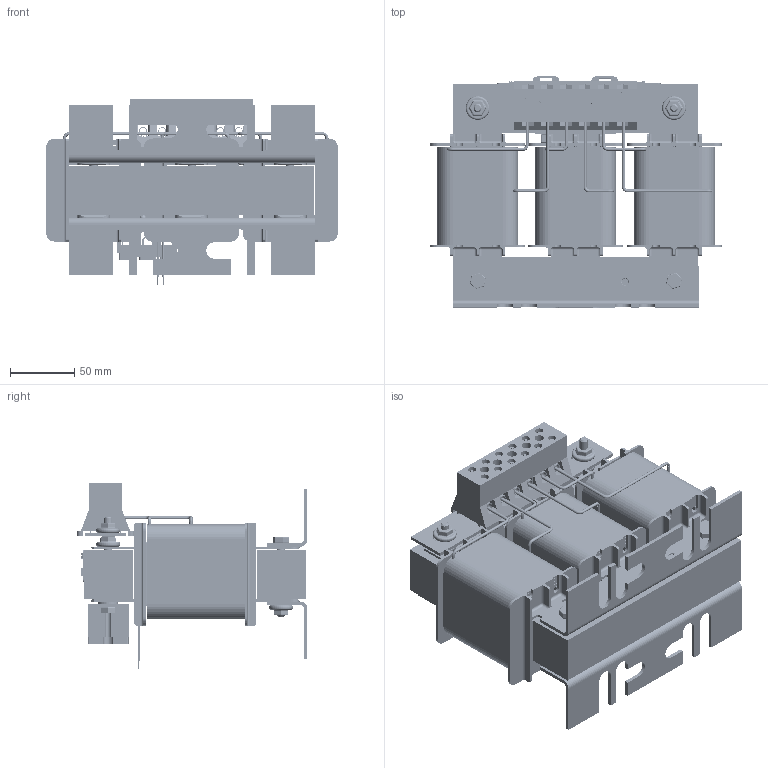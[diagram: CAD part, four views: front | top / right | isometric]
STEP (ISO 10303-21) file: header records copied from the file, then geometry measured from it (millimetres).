
FILE_DESCRIPTION(/* description */ (''),/* implementation_level */ '2;1');
FILE_NAME(/* name */ 'KLURL23ATBMG.stp',/* time_stamp */ '2020-03-10T13:12:28-05:00',/* author */ ('jnelson'),/* organization */ (''),/* preprocessor_version */ 'ST-DEVELOPER v17',/* originating_system */ 'Autodesk Inventor 2019',/* authorisation */ '');
FILE_SCHEMA (('AUTOMOTIVE_DESIGN { 1 0 10303 214 3 1 1 }'));
Products named in the file (35): KTRMG23A; 24261; 3932; 14578; 19324; 28543; 2747; 30710; 17414; 30710_1; 30710-OUTER WRAP; 28540; 4222; 30097- LARGE  BLANK  (REACTOR); KTR3A65HL F FRAME A1-1; KTR3A65HL F FRAME B1-1; KTR3A65HL F FRAME C1; KTR3A65HL F FRAME C1-1; KTR3A65HL F FRAME A2-1; KTR3A65HL F FRAME B1; KTR3A65HL F FRAME B2-1; KTR3A65HL F FRAME A1; KTR3A65HL F FRAME C2-1; KTR5A65HL F FRAME B2-1; KTR5A65HL F FRAME c2-2; 28453; 28453_1; 11923insert; 11923-1; 11923-2; 11923-3; 1505; 31553; 29477-SHORT LEADS; 1763
Assembly tree (62 placements, depth 4):
  KTRMG23A
    24261  x2
    3932  x2
    4222  x3
    1763  x4
    14578
    19324
    28543  x2
    2747  x2
    30710  x3
      17414
      30710_1
      30710-OUTER WRAP
    28540  x3
    1505  x7
    30097- LARGE  BLANK  (REACTOR)
    KTR3A65HL F FRAME A1  x2
    KTR3A65HL F FRAME A1-1
    KTR3A65HL F FRAME B1  x3
    KTR3A65HL F FRAME B1-1
    KTR3A65HL F FRAME C1
    KTR3A65HL F FRAME C1-1
    KTR3A65HL F FRAME A2-1
    KTR3A65HL F FRAME B2-1
    KTR3A65HL F FRAME C2-1
    KTR5A65HL F FRAME B2-1  x3
    KTR5A65HL F FRAME c2-2  x2
    28453
      28453_1
      11923insert  x3
        11923-1
        11923-2
        11923-3
    31553
    29477-SHORT LEADS
Bounding box: 226.19 x 179.17 x 145 mm (x, y, z)
Volume: 1762948.4 mm3; surface area: 1134599.8 mm2
Topology: 292 solids, 292 shells, 6896 faces, 18028 edges, 11741 vertices
Faces by surface type: plane 3743, cylinder 2711, torus 199, bspline 180, sphere 52, cone 11
Full cylindrical faces by diameter (mm): 0.762 x2, 1.524 x2, 2.408 x29, 2.492 x3, 2.541 x3, 2.568 x3, 2.599 x3, 2.794 x3, 3.962 x5, 4.166 x4, 4.496 x6, 4.724 x2, 4.898 x5, 5.08 x14, 5.083 x1, 5.867 x6, 6.124 x5, 6.35 x15, 6.375 x12, 6.379 x1, 6.655 x6, 7.01 x6, 7.137 x4, 7.341 x5, 7.874 x6, 7.938 x6, 8.128 x4, 9.652 x4, 15.875 x4, 18.491 x7
Entity records: 98112 total; most frequent: CARTESIAN_POINT 19411, ORIENTED_EDGE 16024, DIRECTION 15962, EDGE_CURVE 8012, LINE 5382, VECTOR 5382, AXIS2_PLACEMENT_3D 5290, VERTEX_POINT 5260
